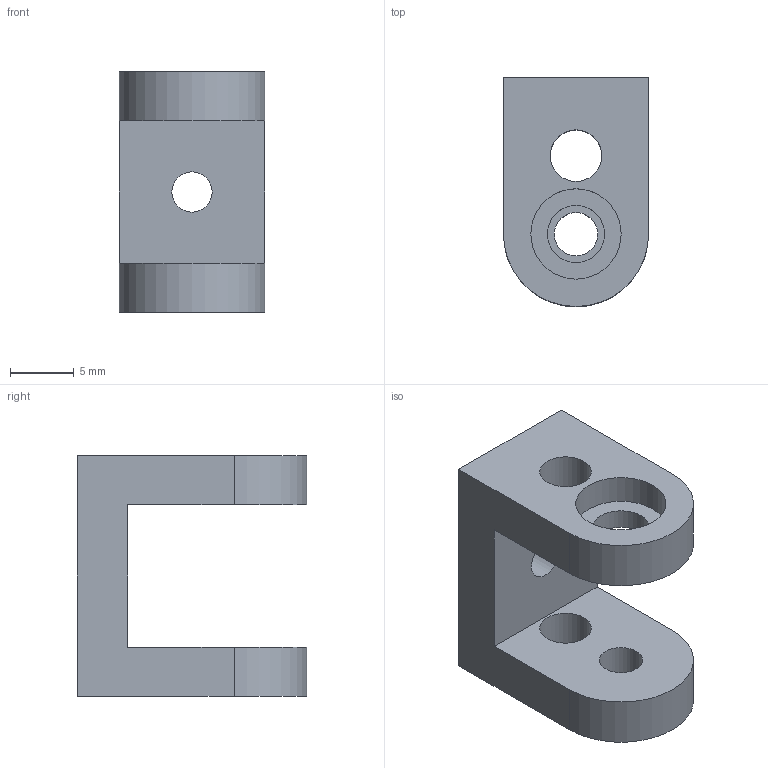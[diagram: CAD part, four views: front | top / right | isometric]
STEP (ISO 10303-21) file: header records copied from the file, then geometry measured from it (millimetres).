
FILE_DESCRIPTION(/* description */ (''),/* implementation_level */ '2;1');
FILE_NAME(/* name */ 'T2 Tension Block v24.step',/* time_stamp */ '2021-08-09T11:32:47-04:00',/* author */ (''),/* organization */ (''),/* preprocessor_version */ 'ST-DEVELOPER v18.1',/* originating_system */ 'Autodesk Translation Framework v10.9.0.1377',/* authorisation */ '');
FILE_SCHEMA (('AUTOMOTIVE_DESIGN { 1 0 10303 214 3 1 1 }'));
Length unit declared in the file: inch
Products named in the file (1): T2 Tension Block
Bounding box: 11.43 x 18.07 x 18.95 mm (x, y, z)
Volume: 1714.2 mm3; surface area: 1578.3 mm2
Topology: 1 solids, 1 shells, 17 faces, 42 edges, 28 vertices
Faces by surface type: plane 9, cylinder 8
Full cylindrical faces by diameter (mm): 3.175 x1, 3.416 x1, 4.064 x2, 4.496 x1, 7.112 x1
Entity records: 567 total; most frequent: DIRECTION 94, CARTESIAN_POINT 88, ORIENTED_EDGE 84, EDGE_CURVE 42, AXIS2_PLACEMENT_3D 34, EDGE_LOOP 28, VERTEX_POINT 28, LINE 26
